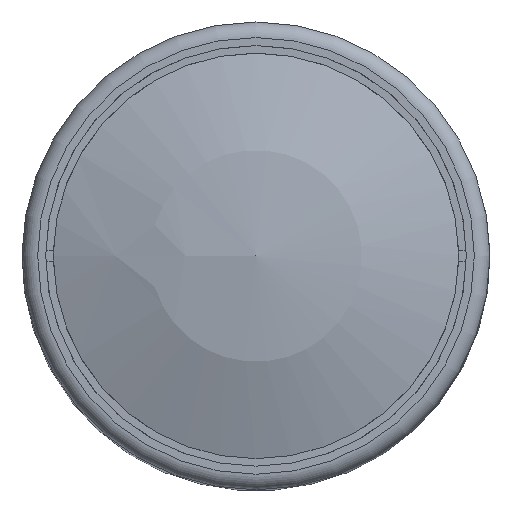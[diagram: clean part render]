
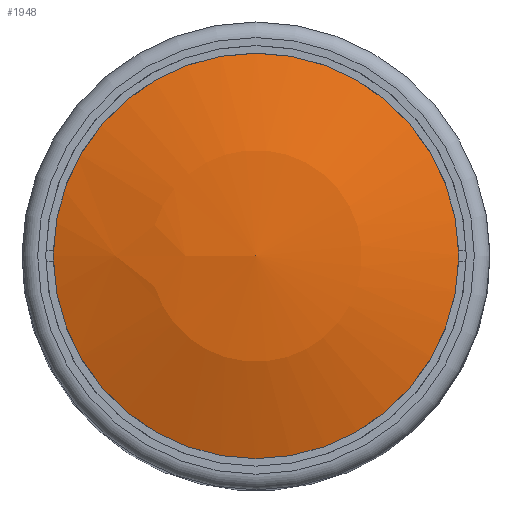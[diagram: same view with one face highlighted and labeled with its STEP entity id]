
A CAD part, top view. The second image highlights one B-rep face of the part: STEP entity #1948.
In plain terms, the highlighted spherical face has radius 53.76 mm.
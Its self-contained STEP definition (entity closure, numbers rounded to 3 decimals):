
#17=SPHERICAL_SURFACE('',#2181,53.76);
#445=FACE_OUTER_BOUND('',#641,.T.);
#641=EDGE_LOOP('',(#1739));
#926=CIRCLE('',#2179,20.);
#1095=VERTEX_POINT('',#8618);
#1316=EDGE_CURVE('',#1095,#1095,#926,.T.);
#1739=ORIENTED_EDGE('',*,*,#1316,.T.);
#1948=ADVANCED_FACE('',(#445),#17,.T.);
#2179=AXIS2_PLACEMENT_3D('',#8619,#2658,#2659);
#2181=AXIS2_PLACEMENT_3D('',#8622,#2662,#2663);
#2658=DIRECTION('center_axis',(0.,0.,
1.));
#2659=DIRECTION('ref_axis',(-1.,0.,0.));
#2662=DIRECTION('center_axis',(0.,0.,
1.));
#2663=DIRECTION('ref_axis',(-1.,0.,0.));
#8618=CARTESIAN_POINT('',(0.,20.,96.797));
#8619=CARTESIAN_POINT('Origin',(0.,0.,
96.797));
#8622=CARTESIAN_POINT('Origin',(0.,0.,
46.896));
